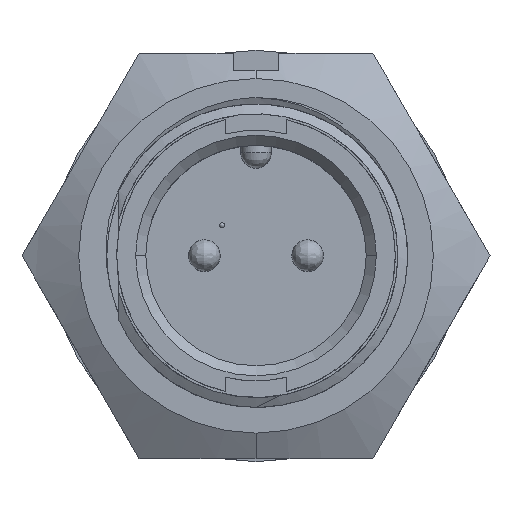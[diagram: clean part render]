
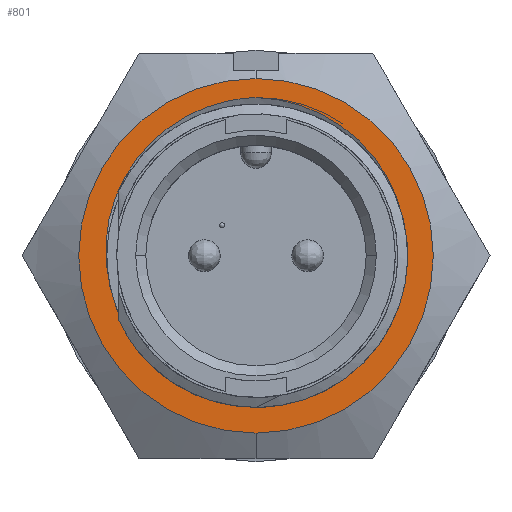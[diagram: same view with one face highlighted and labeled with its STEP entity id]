
A CAD part, top view. The second image highlights one B-rep face of the part: STEP entity #801.
In plain terms, the highlighted planar face has unit normal (0, 0, 1).
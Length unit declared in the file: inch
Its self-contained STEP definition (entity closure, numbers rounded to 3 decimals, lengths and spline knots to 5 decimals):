
#424 = FACE_OUTER_BOUND ( 'NONE', #8578, .T. ) ;
#628 = CARTESIAN_POINT ( 'NONE',  ( 0.01128, 0.31215, -0.3191 ) ) ;
#739 = ORIENTED_EDGE ( 'NONE', *, *, #6086, .T. ) ;
#801 = ADVANCED_FACE ( 'NONE', ( #424, #5166 ), #5270, .F. ) ;
#864 = CARTESIAN_POINT ( 'NONE',  ( 0.27247, 0.12837, -0.3191 ) ) ;
#1151 = VERTEX_POINT ( 'NONE', #6578 ) ;
#1266 = ORIENTED_EDGE ( 'NONE', *, *, #4505, .T. ) ;
#1560 = DIRECTION ( 'NONE',  ( -1., 0., 0. ) ) ;
#1899 = B_SPLINE_CURVE_WITH_KNOTS ( 'NONE', 3,
 ( #11656, #628, #7244, #2780, #9278, #3720, #7206, #7174, #7141, #7098, #7063, #11885, #6576, #864, #6896, #3633, #10082, #4610, #6866, #6851, #3517, #9959, #4479, #6819 ),
 .UNSPECIFIED., .F., .F.,
 ( 4, 2, 2, 2, 2, 2, 2, 2, 2, 2, 2, 4 ),
 ( 0., 0.00086, 0.00171, 0.00343, 0.00514, 0.00686, 0.00857, 0.00943, 0.01029, 0.01115, 0.012, 0.01372 ),
 .UNSPECIFIED. ) ;
#1946 = VERTEX_POINT ( 'NONE', #8253 ) ;
#2074 = VERTEX_POINT ( 'NONE', #6458 ) ;
#2780 = CARTESIAN_POINT ( 'NONE',  ( 0.04479, 0.30803, -0.3191 ) ) ;
#3444 = EDGE_CURVE ( 'NONE', #1151, #7447, #8374, .T. ) ;
#3517 = CARTESIAN_POINT ( 'NONE',  ( 0.29668, 0.01975, -0.3191 ) ) ;
#3624 = B_SPLINE_CURVE_WITH_KNOTS ( 'NONE', 3,
 ( #10434, #11248, #10354, #10318, #10273, #10233, #9577, #9540, #9497, #9446, #9406, #9367, #8697, #8650, #8609, #8569, #8527, #8479, #7785, #7745 ),
 .UNSPECIFIED., .F., .F.,
 ( 4, 2, 2, 2, 2, 2, 2, 2, 2, 4 ),
 ( 0., 0.00086, 0.00171, 0.00343, 0.00514, 0.00686, 0.00857, 0.01029, 0.012, 0.01372 ),
 .UNSPECIFIED. ) ;
#3633 = CARTESIAN_POINT ( 'NONE',  ( 0.28397, 0.09682, -0.3191 ) ) ;
#3720 = CARTESIAN_POINT ( 'NONE',  ( 0.0884, 0.29754, -0.3191 ) ) ;
#4246 = DIRECTION ( 'NONE',  ( 0., 1., 0. ) ) ;
#4283 = DIRECTION ( 'NONE',  ( 0., 0., -1. ) ) ;
#4321 = CARTESIAN_POINT ( 'NONE',  ( 0., 0., -0.3191 ) ) ;
#4377 = CARTESIAN_POINT ( 'NONE',  ( 0.28876, -0.05788, -0.3191 ) ) ;
#4479 = CARTESIAN_POINT ( 'NONE',  ( 0.29396, -0.03591, -0.3191 ) ) ;
#4505 = EDGE_CURVE ( 'NONE', #1946, #7447, #1899, .T. ) ;
#4610 = CARTESIAN_POINT ( 'NONE',  ( 0.29184, 0.06439, -0.3191 ) ) ;
#5166 = FACE_BOUND ( 'NONE', #9415, .T. ) ;
#5270 = PLANE ( 'NONE',  #7058 ) ;
#5618 = ORIENTED_EDGE ( 'NONE', *, *, #6754, .F. ) ;
#5889 = DIRECTION ( 'NONE',  ( 0., 1., 0. ) ) ;
#5907 = DIRECTION ( 'NONE',  ( 0., 0., -1. ) ) ;
#5956 = CARTESIAN_POINT ( 'NONE',  ( 0., 0., -0.3191 ) ) ;
#6086 = EDGE_CURVE ( 'NONE', #1151, #1946, #3624, .T. ) ;
#6458 = CARTESIAN_POINT ( 'NONE',  ( 0., -0.35, -0.3191 ) ) ;
#6529 = VERTEX_POINT ( 'NONE', #6699 ) ;
#6576 = CARTESIAN_POINT ( 'NONE',  ( 0.25801, 0.15885, -0.3191 ) ) ;
#6578 = CARTESIAN_POINT ( 'NONE',  ( -0.28876, -0.05788, -0.3191 ) ) ;
#6599 = AXIS2_PLACEMENT_3D ( 'NONE', #4321, #4283, #4246 ) ;
#6699 = CARTESIAN_POINT ( 'NONE',  ( 0., 0.35, -0.3191 ) ) ;
#6754 = EDGE_CURVE ( 'NONE', #2074, #6529, #11392, .T. ) ;
#6819 = CARTESIAN_POINT ( 'NONE',  ( 0.28876, -0.05788, -0.3191 ) ) ;
#6851 = CARTESIAN_POINT ( 'NONE',  ( 0.2961, 0.03103, -0.3191 ) ) ;
#6866 = CARTESIAN_POINT ( 'NONE',  ( 0.29367, 0.05338, -0.3191 ) ) ;
#6896 = CARTESIAN_POINT ( 'NONE',  ( 0.27672, 0.11792, -0.3191 ) ) ;
#7058 = AXIS2_PLACEMENT_3D ( 'NONE', #10710, #7228, #1560 ) ;
#7063 = CARTESIAN_POINT ( 'NONE',  ( 0.21875, 0.2128, -0.3191 ) ) ;
#7098 = CARTESIAN_POINT ( 'NONE',  ( 0.20277, 0.22902, -0.3191 ) ) ;
#7141 = CARTESIAN_POINT ( 'NONE',  ( 0.16827, 0.2572, -0.3191 ) ) ;
#7174 = CARTESIAN_POINT ( 'NONE',  ( 0.14961, 0.26937, -0.3191 ) ) ;
#7206 = CARTESIAN_POINT ( 'NONE',  ( 0.10934, 0.2897, -0.3191 ) ) ;
#7228 = DIRECTION ( 'NONE',  ( 0., 0., -1. ) ) ;
#7244 = CARTESIAN_POINT ( 'NONE',  ( 0.02249, 0.31119, -0.3191 ) ) ;
#7293 = EDGE_CURVE ( 'NONE', #6529, #2074, #7648, .T. ) ;
#7375 = ORIENTED_EDGE ( 'NONE', *, *, #3444, .F. ) ;
#7447 = VERTEX_POINT ( 'NONE', #4377 ) ;
#7648 = CIRCLE ( 'NONE', #9381, 0.35 ) ;
#7745 = CARTESIAN_POINT ( 'NONE',  ( 0., 0.3125, -0.3191 ) ) ;
#7785 = CARTESIAN_POINT ( 'NONE',  ( -0.02255, 0.3118, -0.3191 ) ) ;
#8253 = CARTESIAN_POINT ( 'NONE',  ( 0., 0.3125, -0.3191 ) ) ;
#8374 = CIRCLE ( 'NONE', #8563, 0.2945 ) ;
#8479 = CARTESIAN_POINT ( 'NONE',  ( -0.04463, 0.30867, -0.3191 ) ) ;
#8527 = CARTESIAN_POINT ( 'NONE',  ( -0.08787, 0.29771, -0.3191 ) ) ;
#8563 = AXIS2_PLACEMENT_3D ( 'NONE', #9427, #9443, #9451 ) ;
#8569 = CARTESIAN_POINT ( 'NONE',  ( -0.10919, 0.28975, -0.3191 ) ) ;
#8578 = EDGE_LOOP ( 'NONE', ( #10015, #5618 ) ) ;
#8609 = CARTESIAN_POINT ( 'NONE',  ( -0.14898, 0.26972, -0.3191 ) ) ;
#8650 = CARTESIAN_POINT ( 'NONE',  ( -0.16771, 0.25762, -0.3191 ) ) ;
#8697 = CARTESIAN_POINT ( 'NONE',  ( -0.20268, 0.22913, -0.3191 ) ) ;
#9278 = CARTESIAN_POINT ( 'NONE',  ( 0.05587, 0.30584, -0.3191 ) ) ;
#9367 = CARTESIAN_POINT ( 'NONE',  ( -0.21833, 0.21326, -0.3191 ) ) ;
#9381 = AXIS2_PLACEMENT_3D ( 'NONE', #5956, #5907, #5889 ) ;
#9406 = CARTESIAN_POINT ( 'NONE',  ( -0.24592, 0.17827, -0.3191 ) ) ;
#9415 = EDGE_LOOP ( 'NONE', ( #1266, #7375, #739 ) ) ;
#9427 = CARTESIAN_POINT ( 'NONE',  ( 0., 0., -0.3191 ) ) ;
#9443 = DIRECTION ( 'NONE',  ( 0., 0., 1. ) ) ;
#9446 = CARTESIAN_POINT ( 'NONE',  ( -0.25794, 0.15893, -0.3191 ) ) ;
#9451 = DIRECTION ( 'NONE',  ( 1., 0., 0. ) ) ;
#9497 = CARTESIAN_POINT ( 'NONE',  ( -0.27709, 0.11868, -0.3191 ) ) ;
#9540 = CARTESIAN_POINT ( 'NONE',  ( -0.28439, 0.09763, -0.3191 ) ) ;
#9577 = CARTESIAN_POINT ( 'NONE',  ( -0.29428, 0.05361, -0.3191 ) ) ;
#9959 = CARTESIAN_POINT ( 'NONE',  ( 0.29655, -0.01376, -0.3191 ) ) ;
#10015 = ORIENTED_EDGE ( 'NONE', *, *, #7293, .F. ) ;
#10082 = CARTESIAN_POINT ( 'NONE',  ( 0.28699, 0.08612, -0.3191 ) ) ;
#10233 = CARTESIAN_POINT ( 'NONE',  ( -0.29669, 0.03139, -0.3191 ) ) ;
#10273 = CARTESIAN_POINT ( 'NONE',  ( -0.29661, -0.00217, -0.3191 ) ) ;
#10318 = CARTESIAN_POINT ( 'NONE',  ( -0.29595, -0.01345, -0.3191 ) ) ;
#10354 = CARTESIAN_POINT ( 'NONE',  ( -0.29332, -0.03581, -0.3191 ) ) ;
#10434 = CARTESIAN_POINT ( 'NONE',  ( -0.28876, -0.05788, -0.3191 ) ) ;
#10710 = CARTESIAN_POINT ( 'NONE',  ( -0.23094, -0.4, -0.3191 ) ) ;
#11248 = CARTESIAN_POINT ( 'NONE',  ( -0.29136, -0.0469, -0.3191 ) ) ;
#11392 = CIRCLE ( 'NONE', #6599, 0.35 ) ;
#11656 = CARTESIAN_POINT ( 'NONE',  ( 0., 0.3125, -0.3191 ) ) ;
#11885 = CARTESIAN_POINT ( 'NONE',  ( 0.24628, 0.17775, -0.3191 ) ) ;
